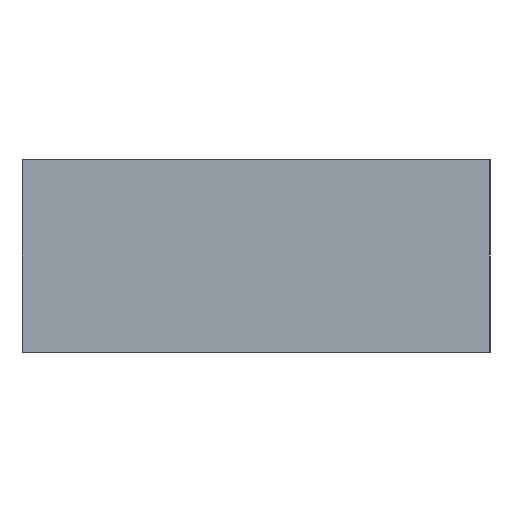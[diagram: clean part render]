
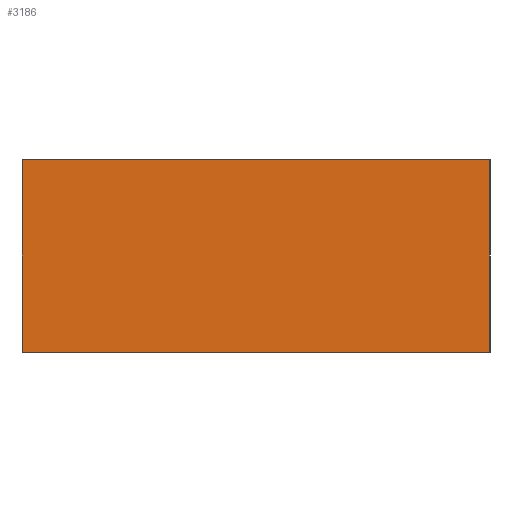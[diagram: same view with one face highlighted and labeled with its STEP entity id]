
A CAD part, left-side view. The second image highlights one B-rep face of the part: STEP entity #3186.
In plain terms, the highlighted planar face has unit normal (-1, 0, 0).
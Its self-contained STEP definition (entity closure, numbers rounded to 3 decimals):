
#2430=CARTESIAN_POINT('',(-3.994,135.826,22.225));
#2431=VERTEX_POINT('',#2430);
#2438=CARTESIAN_POINT('',(-3.994,135.826,78.225));
#2439=VERTEX_POINT('',#2438);
#2440=CARTESIAN_POINT('',(-3.994,135.826,22.225));
#2441=DIRECTION('',(0.,0.,1.));
#2442=VECTOR('',#2441,56.);
#2443=LINE('',#2440,#2442);
#2444=EDGE_CURVE('',#2431,#2439,#2443,.T.);
#2462=CARTESIAN_POINT('',(-3.994,-0.172,22.225));
#2463=VERTEX_POINT('',#2462);
#2478=CARTESIAN_POINT('',(-3.994,-0.172,78.225));
#2479=VERTEX_POINT('',#2478);
#2486=CARTESIAN_POINT('',(-3.994,-0.172,22.225));
#2487=DIRECTION('',(0.,0.,1.));
#2488=VECTOR('',#2487,56.);
#2489=LINE('',#2486,#2488);
#2490=EDGE_CURVE('',#2463,#2479,#2489,.T.);
#2592=CARTESIAN_POINT('',(-3.994,-0.172,22.225));
#2593=DIRECTION('',(0.,1.,0.));
#2594=VECTOR('',#2593,135.998);
#2595=LINE('',#2592,#2594);
#2596=EDGE_CURVE('',#2463,#2431,#2595,.T.);
#3070=CARTESIAN_POINT('',(-3.994,-0.172,78.225));
#3071=DIRECTION('',(0.,1.,0.));
#3072=VECTOR('',#3071,135.998);
#3073=LINE('',#3070,#3072);
#3074=EDGE_CURVE('',#2479,#2439,#3073,.T.);
#3175=CARTESIAN_POINT('',(-3.994,67.617,20.225));
#3176=DIRECTION('',(1.,0.,0.));
#3177=DIRECTION('',(0.,0.,-1.));
#3178=AXIS2_PLACEMENT_3D('',#3175,#3176,#3177);
#3179=PLANE('',#3178);
#3180=ORIENTED_EDGE('',*,*,#3074,.T.);
#3181=ORIENTED_EDGE('',*,*,#2444,.F.);
#3182=ORIENTED_EDGE('',*,*,#2596,.F.);
#3183=ORIENTED_EDGE('',*,*,#2490,.T.);
#3184=EDGE_LOOP('',(#3180,#3181,#3182,#3183));
#3185=FACE_BOUND('',#3184,.T.);
#3186=ADVANCED_FACE('',(#3185),#3179,.F.);
